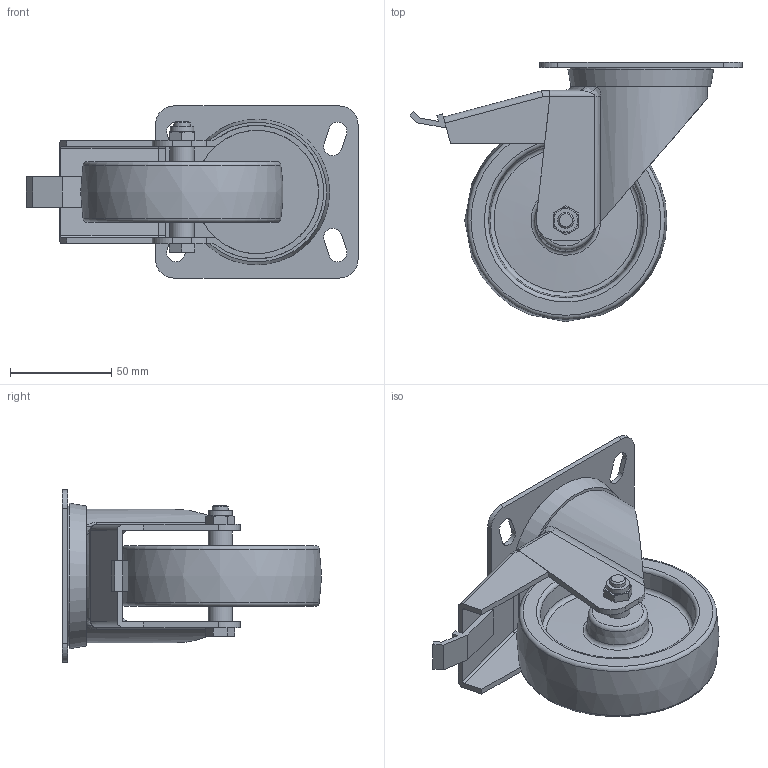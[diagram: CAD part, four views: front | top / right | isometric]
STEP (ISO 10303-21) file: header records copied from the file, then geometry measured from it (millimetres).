
FILE_DESCRIPTION(/* description */ ('RUOTA D.100 GIREV. C/P C/F'),/* implementation_level */ '2;1');
FILE_NAME(/* name */ 'CRUST0000154.stp',/* time_stamp */ '2025-02-12T15:58:24+01:00',/* author */ ('tecnico5'),/* organization */ (''),/* preprocessor_version */ 'ST-DEVELOPER v20',/* originating_system */ 'Autodesk Inventor 2022',/* authorisation */ '');
FILE_SCHEMA (('AUTOMOTIVE_DESIGN { 1 0 10303 214 3 1 1 }'));
Length unit declared in the file: millimetre
Products named in the file (1): CRUST0000154
Bounding box: 164.05 x 128 x 85 mm (x, y, z)
Volume: 234514.3 mm3; surface area: 81274.9 mm2
Topology: 1 solids, 2 shells, 174 faces, 429 edges, 276 vertices
Faces by surface type: plane 80, cylinder 40, cone 29, torus 20, bspline 5
Full cylindrical faces by diameter (mm): 8 x3, 9 x2, 11.63 x1, 12 x2, 40.35 x1, 61 x1, 69.6 x1
Entity records: 5610 total; most frequent: CARTESIAN_POINT 1193, DIRECTION 903, ORIENTED_EDGE 858, EDGE_CURVE 429, AXIS2_PLACEMENT_3D 348, VERTEX_POINT 276, LINE 207, VECTOR 207
